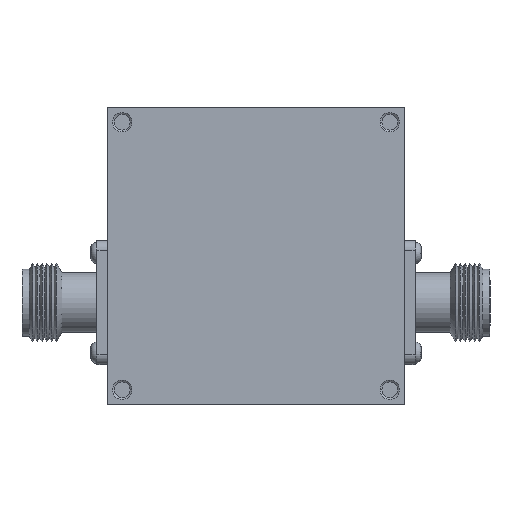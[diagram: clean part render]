
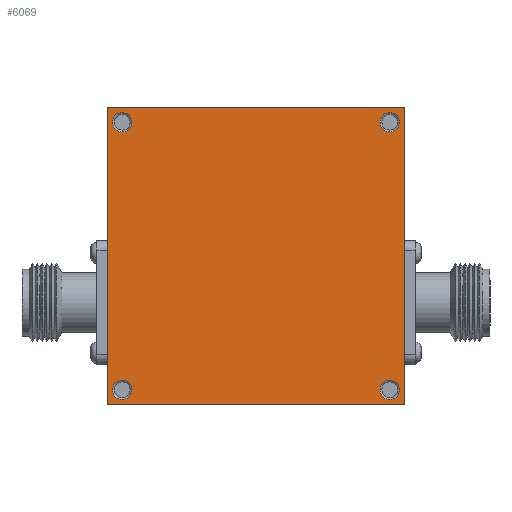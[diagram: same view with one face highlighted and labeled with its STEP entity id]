
A CAD part, front view. The second image highlights one B-rep face of the part: STEP entity #6069.
In plain terms, the highlighted planar face has unit normal (0, -1, 0).
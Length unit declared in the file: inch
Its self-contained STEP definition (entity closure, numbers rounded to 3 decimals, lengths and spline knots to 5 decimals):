
#173 = CARTESIAN_POINT ( 'NONE',  ( -1.06, -1.18, 1.06 ) ) ;
#210 = AXIS2_PLACEMENT_3D ( 'NONE', #6381, #8886, #2479 ) ;
#342 = AXIS2_PLACEMENT_3D ( 'NONE', #4296, #8255, #3049 ) ;
#345 = ORIENTED_EDGE ( 'NONE', *, *, #5899, .F. ) ;
#412 = EDGE_CURVE ( 'NONE', #11075, #8658, #4830, .T. ) ;
#824 = VECTOR ( 'NONE', #15327, 39.37008 ) ;
#902 = EDGE_CURVE ( 'NONE', #2615, #16634, #2549, .T. ) ;
#942 = CARTESIAN_POINT ( 'NONE',  ( -1.06, -1.18, 1.06 ) ) ;
#954 = CARTESIAN_POINT ( 'NONE',  ( 1.06, -1.18, 1.06 ) ) ;
#1238 = VERTEX_POINT ( 'NONE', #14233 ) ;
#1254 = CIRCLE ( 'NONE', #12806, 0.07742 ) ;
#1266 = VECTOR ( 'NONE', #13866, 39.37008 ) ;
#1446 = FACE_BOUND ( 'NONE', #8948, .T. ) ;
#1592 = CARTESIAN_POINT ( 'NONE',  ( -1.06, -1.18, -0.98258 ) ) ;
#1860 = EDGE_CURVE ( 'NONE', #13193, #11592, #11024, .T. ) ;
#2003 = AXIS2_PLACEMENT_3D ( 'NONE', #8990, #16669, #6371 ) ;
#2163 = CARTESIAN_POINT ( 'NONE',  ( 0., -1.18, 0. ) ) ;
#2479 = DIRECTION ( 'NONE',  ( 0., 0., -1. ) ) ;
#2549 = CIRCLE ( 'NONE', #11054, 0.07742 ) ;
#2615 = VERTEX_POINT ( 'NONE', #9774 ) ;
#2710 = VERTEX_POINT ( 'NONE', #15168 ) ;
#3023 = VERTEX_POINT ( 'NONE', #8233 ) ;
#3049 = DIRECTION ( 'NONE',  ( 0., 0., -1. ) ) ;
#3203 = CARTESIAN_POINT ( 'NONE',  ( 1.06, -1.18, -1.06 ) ) ;
#3497 = CARTESIAN_POINT ( 'NONE',  ( 1.06, -1.18, -0.98258 ) ) ;
#3683 = AXIS2_PLACEMENT_3D ( 'NONE', #173, #6536, #15803 ) ;
#3738 = EDGE_LOOP ( 'NONE', ( #3883, #4845 ) ) ;
#3883 = ORIENTED_EDGE ( 'NONE', *, *, #8416, .F. ) ;
#3972 = VERTEX_POINT ( 'NONE', #13149 ) ;
#4049 = DIRECTION ( 'NONE',  ( 0., -1., 0. ) ) ;
#4296 = CARTESIAN_POINT ( 'NONE',  ( 1.06, -1.18, 1.06 ) ) ;
#4362 = AXIS2_PLACEMENT_3D ( 'NONE', #2163, #9977, #11478 ) ;
#4628 = VECTOR ( 'NONE', #12295, 39.37008 ) ;
#4706 = DIRECTION ( 'NONE',  ( 0., -1., 0. ) ) ;
#4753 = ORIENTED_EDGE ( 'NONE', *, *, #11464, .F. ) ;
#4830 = LINE ( 'NONE', #13533, #4628 ) ;
#4845 = ORIENTED_EDGE ( 'NONE', *, *, #1860, .F. ) ;
#4945 = ORIENTED_EDGE ( 'NONE', *, *, #412, .F. ) ;
#5053 = ORIENTED_EDGE ( 'NONE', *, *, #10783, .F. ) ;
#5220 = ORIENTED_EDGE ( 'NONE', *, *, #902, .F. ) ;
#5899 = EDGE_CURVE ( 'NONE', #16634, #2615, #1254, .T. ) ;
#6058 = CARTESIAN_POINT ( 'NONE',  ( -1.18, -1.18, -1.18 ) ) ;
#6069 = ADVANCED_FACE ( 'NONE', ( #1446, #12610, #14819, #11367, #14214 ), #8686, .T. ) ;
#6227 = CIRCLE ( 'NONE', #14806, 0.07742 ) ;
#6279 = CARTESIAN_POINT ( 'NONE',  ( 1.18, -1.18, -1.18 ) ) ;
#6311 = CARTESIAN_POINT ( 'NONE',  ( -1.06, -1.18, 1.13742 ) ) ;
#6371 = DIRECTION ( 'NONE',  ( 0., 0., -1. ) ) ;
#6381 = CARTESIAN_POINT ( 'NONE',  ( -1.06, -1.18, -1.06 ) ) ;
#6536 = DIRECTION ( 'NONE',  ( 0., -1., 0. ) ) ;
#7291 = DIRECTION ( 'NONE',  ( 0., 0., -1. ) ) ;
#7927 = CARTESIAN_POINT ( 'NONE',  ( -1.18, -1.18, 1.18 ) ) ;
#8222 = ORIENTED_EDGE ( 'NONE', *, *, #14762, .F. ) ;
#8233 = CARTESIAN_POINT ( 'NONE',  ( -1.06, -1.18, 0.98258 ) ) ;
#8255 = DIRECTION ( 'NONE',  ( 0., -1., 0. ) ) ;
#8382 = EDGE_LOOP ( 'NONE', ( #13028, #5053 ) ) ;
#8416 = EDGE_CURVE ( 'NONE', #11592, #13193, #8470, .T. ) ;
#8470 = CIRCLE ( 'NONE', #2003, 0.07742 ) ;
#8535 = CIRCLE ( 'NONE', #13577, 0.07742 ) ;
#8658 = VERTEX_POINT ( 'NONE', #13160 ) ;
#8686 = PLANE ( 'NONE',  #4362 ) ;
#8886 = DIRECTION ( 'NONE',  ( 0., -1., 0. ) ) ;
#8948 = EDGE_LOOP ( 'NONE', ( #5220, #345 ) ) ;
#8990 = CARTESIAN_POINT ( 'NONE',  ( -1.06, -1.18, -1.06 ) ) ;
#9306 = DIRECTION ( 'NONE',  ( 0., 0., -1. ) ) ;
#9540 = DIRECTION ( 'NONE',  ( 0., 0., -1. ) ) ;
#9594 = DIRECTION ( 'NONE',  ( 0., -1., 0. ) ) ;
#9774 = CARTESIAN_POINT ( 'NONE',  ( 1.06, -1.18, -1.13742 ) ) ;
#9836 = VERTEX_POINT ( 'NONE', #11928 ) ;
#9880 = ORIENTED_EDGE ( 'NONE', *, *, #14342, .F. ) ;
#9970 = DIRECTION ( 'NONE',  ( 0., 0., -1. ) ) ;
#9977 = DIRECTION ( 'NONE',  ( 0., -1., 0. ) ) ;
#10479 = CARTESIAN_POINT ( 'NONE',  ( 1.06, -1.18, -1.06 ) ) ;
#10560 = VERTEX_POINT ( 'NONE', #6311 ) ;
#10783 = EDGE_CURVE ( 'NONE', #9836, #3972, #6227, .T. ) ;
#11024 = CIRCLE ( 'NONE', #210, 0.07742 ) ;
#11054 = AXIS2_PLACEMENT_3D ( 'NONE', #10479, #4049, #9306 ) ;
#11075 = VERTEX_POINT ( 'NONE', #7927 ) ;
#11173 = DIRECTION ( 'NONE',  ( -1., 0., 0. ) ) ;
#11367 = FACE_BOUND ( 'NONE', #8382, .T. ) ;
#11464 = EDGE_CURVE ( 'NONE', #2710, #1238, #13106, .T. ) ;
#11478 = DIRECTION ( 'NONE',  ( 0., 0., -1. ) ) ;
#11592 = VERTEX_POINT ( 'NONE', #15467 ) ;
#11687 = EDGE_CURVE ( 'NONE', #10560, #3023, #13885, .T. ) ;
#11783 = EDGE_LOOP ( 'NONE', ( #8222, #13982 ) ) ;
#11928 = CARTESIAN_POINT ( 'NONE',  ( 1.06, -1.18, 1.13742 ) ) ;
#12295 = DIRECTION ( 'NONE',  ( 1., 0., 0. ) ) ;
#12577 = CIRCLE ( 'NONE', #342, 0.07742 ) ;
#12610 = FACE_BOUND ( 'NONE', #3738, .T. ) ;
#12806 = AXIS2_PLACEMENT_3D ( 'NONE', #3203, #9594, #9540 ) ;
#12990 = LINE ( 'NONE', #6279, #824 ) ;
#13028 = ORIENTED_EDGE ( 'NONE', *, *, #15199, .F. ) ;
#13106 = LINE ( 'NONE', #16442, #14091 ) ;
#13149 = CARTESIAN_POINT ( 'NONE',  ( 1.06, -1.18, 0.98258 ) ) ;
#13160 = CARTESIAN_POINT ( 'NONE',  ( 1.18, -1.18, 1.18 ) ) ;
#13193 = VERTEX_POINT ( 'NONE', #1592 ) ;
#13384 = EDGE_CURVE ( 'NONE', #1238, #11075, #16672, .T. ) ;
#13533 = CARTESIAN_POINT ( 'NONE',  ( 1.18, -1.18, 1.18 ) ) ;
#13577 = AXIS2_PLACEMENT_3D ( 'NONE', #942, #4706, #7291 ) ;
#13866 = DIRECTION ( 'NONE',  ( 0., 0., 1. ) ) ;
#13885 = CIRCLE ( 'NONE', #3683, 0.07742 ) ;
#13982 = ORIENTED_EDGE ( 'NONE', *, *, #11687, .F. ) ;
#14091 = VECTOR ( 'NONE', #11173, 39.37008 ) ;
#14214 = FACE_OUTER_BOUND ( 'NONE', #14694, .T. ) ;
#14233 = CARTESIAN_POINT ( 'NONE',  ( -1.18, -1.18, -1.18 ) ) ;
#14342 = EDGE_CURVE ( 'NONE', #8658, #2710, #12990, .T. ) ;
#14694 = EDGE_LOOP ( 'NONE', ( #15163, #4753, #9880, #4945 ) ) ;
#14762 = EDGE_CURVE ( 'NONE', #3023, #10560, #8535, .T. ) ;
#14806 = AXIS2_PLACEMENT_3D ( 'NONE', #954, #15046, #9970 ) ;
#14819 = FACE_BOUND ( 'NONE', #11783, .T. ) ;
#15046 = DIRECTION ( 'NONE',  ( 0., -1., 0. ) ) ;
#15163 = ORIENTED_EDGE ( 'NONE', *, *, #13384, .F. ) ;
#15168 = CARTESIAN_POINT ( 'NONE',  ( 1.18, -1.18, -1.18 ) ) ;
#15199 = EDGE_CURVE ( 'NONE', #3972, #9836, #12577, .T. ) ;
#15327 = DIRECTION ( 'NONE',  ( 0., 0., -1. ) ) ;
#15467 = CARTESIAN_POINT ( 'NONE',  ( -1.06, -1.18, -1.13742 ) ) ;
#15803 = DIRECTION ( 'NONE',  ( 0., 0., -1. ) ) ;
#16442 = CARTESIAN_POINT ( 'NONE',  ( 1.18, -1.18, -1.18 ) ) ;
#16634 = VERTEX_POINT ( 'NONE', #3497 ) ;
#16669 = DIRECTION ( 'NONE',  ( 0., -1., 0. ) ) ;
#16672 = LINE ( 'NONE', #6058, #1266 ) ;
